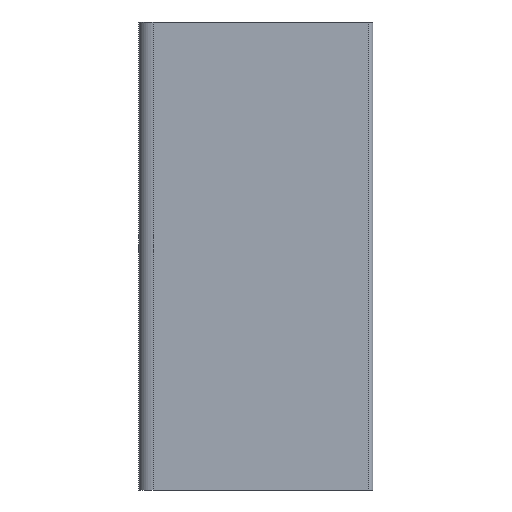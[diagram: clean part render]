
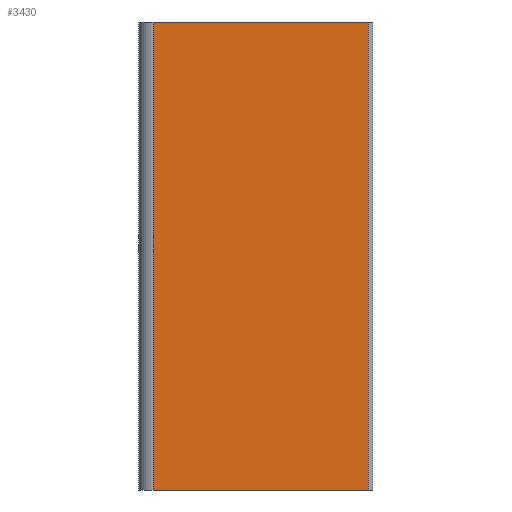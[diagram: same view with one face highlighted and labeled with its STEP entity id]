
A CAD part, left-side view. The second image highlights one B-rep face of the part: STEP entity #3430.
In plain terms, the highlighted planar face has unit normal (-1, 0, 0).
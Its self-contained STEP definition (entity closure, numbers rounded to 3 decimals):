
#130=CARTESIAN_POINT('',(-41.83,32.338,0.));
#140=VERTEX_POINT('',#130);
#170=CARTESIAN_POINT('',(-41.83,0.,0.));
#180=DIRECTION('',(0.,1.,0.));
#190=VECTOR('',#180,1.);
#200=LINE('',#170,#190);
#210=CARTESIAN_POINT('',(-41.83,-13.662,0.));
#220=VERTEX_POINT('',#210);
#230=EDGE_CURVE('',#220,#140,#200,.T.);
#3130=CARTESIAN_POINT('',(-41.83,-9.662,100.));
#3140=DIRECTION('',(1.,0.,0.));
#3150=DIRECTION('',(0.,-1.,0.));
#3160=AXIS2_PLACEMENT_3D('',#3130,#3140,#3150);
#3170=PLANE('',#3160);
#3180=CARTESIAN_POINT('',(-41.83,32.338,0.));
#3190=DIRECTION('',(0.,0.,1.));
#3200=VECTOR('',#3190,1.);
#3210=LINE('',#3180,#3200);
#3220=CARTESIAN_POINT('',(-41.83,32.338,100.));
#3230=VERTEX_POINT('',#3220);
#3240=EDGE_CURVE('',#140,#3230,#3210,.T.);
#3250=ORIENTED_EDGE('',*,*,#3240,.F.);
#3260=CARTESIAN_POINT('',(-41.83,0.,100.));
#3270=DIRECTION('',(0.,1.,0.));
#3280=VECTOR('',#3270,1.);
#3290=LINE('',#3260,#3280);
#3300=CARTESIAN_POINT('',(-41.83,-13.662,100.));
#3310=VERTEX_POINT('',#3300);
#3320=EDGE_CURVE('',#3310,#3230,#3290,.T.);
#3330=ORIENTED_EDGE('',*,*,#3320,.T.);
#3340=CARTESIAN_POINT('',(-41.83,-13.662,0.));
#3350=DIRECTION('',(0.,0.,-1.));
#3360=VECTOR('',#3350,1.);
#3370=LINE('',#3340,#3360);
#3380=EDGE_CURVE('',#3310,#220,#3370,.T.);
#3390=ORIENTED_EDGE('',*,*,#3380,.F.);
#3400=ORIENTED_EDGE('',*,*,#230,.F.);
#3410=EDGE_LOOP('',(#3400,#3390,#3330,#3250));
#3420=FACE_OUTER_BOUND('',#3410,.T.);
#3430=ADVANCED_FACE('',(#3420),#3170,.F.);
